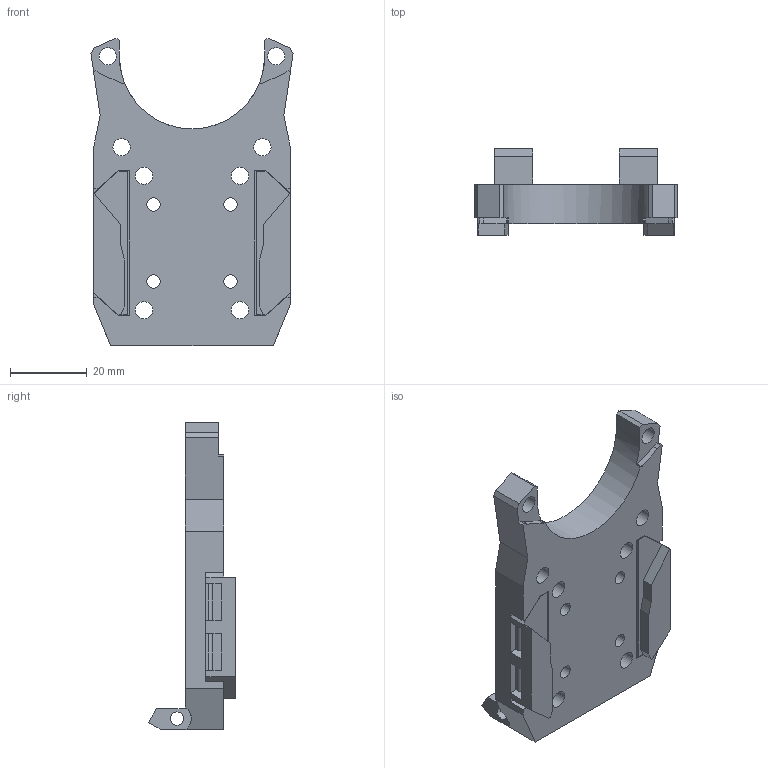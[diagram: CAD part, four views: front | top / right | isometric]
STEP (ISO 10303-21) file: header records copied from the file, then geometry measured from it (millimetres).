
FILE_DESCRIPTION(/* description */ ('STEP AP242 Edition 2','CAx-IF Rec.Pracs.---Representation and Presentation of Product Manufacturing Information (PMI)---4.0---2014-10-13','CAx-IF Rec.Pracs.---3D Tessellated Geometry---0.4---2014-09-14','2;1','CAx-IF Rec.Pracs.---User Defined Attributes---1.5---2016-08-15'),/* implementation_level */ '2;1');
FILE_NAME(/* name */ '69694c06fe6d4f6ed3bbb19e',/* time_stamp */ '2026-01-15T20:20:23Z',/* author */ (''),/* organization */ (''),/* preprocessor_version */ 'ST-DEVELOPER v20',/* originating_system */ 'ONSHAPE BY PTC INC, 1.209',/* authorisation */ ' ');
FILE_SCHEMA (('AP242_MANAGED_MODEL_BASED_3D_ENGINEERING_MIM_LF { 1 0 10303 442 3 1 4 }'));
Length unit declared in the file: metre
Products named in the file (3): Part 5; Part 7; Part 6
Bounding box: 52.64 x 22.64 x 80.06 mm (x, y, z)
Volume: 25737 mm3; surface area: 14817 mm2
Topology: 3 solids, 3 shells, 161 faces, 484 edges, 322 vertices
Faces by surface type: plane 130, cylinder 31
Full cylindrical faces by diameter (mm): 3.5 x6, 4.5 x8
Entity records: 5446 total; most frequent: CARTESIAN_POINT 961, ORIENTED_EDGE 936, DIRECTION 857, EDGE_CURVE 468, LINE 401, VECTOR 401, VERTEX_POINT 320, AXIS2_PLACEMENT_3D 228
